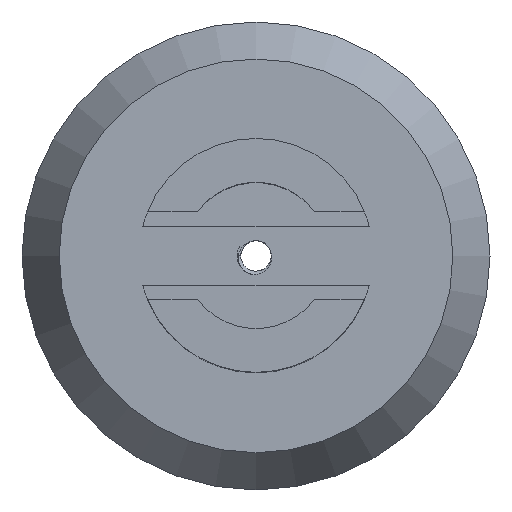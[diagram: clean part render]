
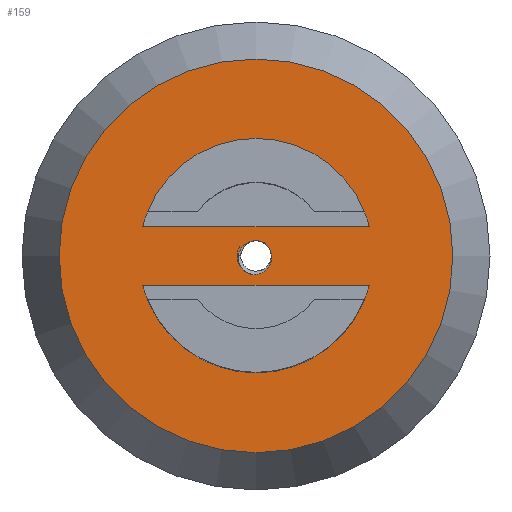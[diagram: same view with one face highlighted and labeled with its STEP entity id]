
A CAD part, top view. The second image highlights one B-rep face of the part: STEP entity #159.
In plain terms, the highlighted planar face has unit normal (0, 0, 1).
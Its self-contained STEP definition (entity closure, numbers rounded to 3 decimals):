
#31 = VERTEX_POINT('',#32);
#32 = CARTESIAN_POINT('',(33.649,0.,-4.));
#37 = EDGE_CURVE('',#31,#31,#38,.T.);
#38 = CIRCLE('',#39,33.649);
#39 = AXIS2_PLACEMENT_3D('',#40,#41,#42);
#40 = CARTESIAN_POINT('',(0.,0.,-4.));
#41 = DIRECTION('',(0.,0.,-1.));
#42 = DIRECTION('',(1.,0.,0.));
#159 = ADVANCED_FACE('',(#160,#163,#182,#268),#287,.F.);
#160 = FACE_BOUND('',#161,.F.);
#161 = EDGE_LOOP('',(#162));
#162 = ORIENTED_EDGE('',*,*,#37,.T.);
#163 = FACE_BOUND('',#164,.F.);
#164 = EDGE_LOOP('',(#165,#175));
#165 = ORIENTED_EDGE('',*,*,#166,.F.);
#166 = EDGE_CURVE('',#167,#169,#171,.T.);
#167 = VERTEX_POINT('',#168);
#168 = CARTESIAN_POINT('',(19.365,5.,-4.));
#169 = VERTEX_POINT('',#170);
#170 = CARTESIAN_POINT('',(-19.365,5.,-4.));
#171 = LINE('',#172,#173);
#172 = CARTESIAN_POINT('',(83.287,5.,-4.));
#173 = VECTOR('',#174,1.);
#174 = DIRECTION('',(-1.,-0.,-0.));
#175 = ORIENTED_EDGE('',*,*,#176,.F.);
#176 = EDGE_CURVE('',#169,#167,#177,.T.);
#177 = CIRCLE('',#178,20.);
#178 = AXIS2_PLACEMENT_3D('',#179,#180,#181);
#179 = CARTESIAN_POINT('',(0.,0.,-4.));
#180 = DIRECTION('',(0.,0.,-1.));
#181 = DIRECTION('',(1.,0.,0.));
#182 = FACE_BOUND('',#183,.F.);
#183 = EDGE_LOOP('',(#184,#203,#215,#234,#261));
#184 = ORIENTED_EDGE('',*,*,#185,.F.);
#185 = EDGE_CURVE('',#186,#188,#190,.T.);
#186 = VERTEX_POINT('',#187);
#187 = CARTESIAN_POINT('',(-3.007,0.,-4.));
#188 = VERTEX_POINT('',#189);
#189 = CARTESIAN_POINT('',(-1.03,2.387,-4.));
#190 = B_SPLINE_CURVE_WITH_KNOTS('',6,(#191,#192,#193,#194,#195,#196,
    #197,#198,#199,#200,#201,#202),.UNSPECIFIED.,.F.,.F.,(7,5,7),(0.,
    0.537,1.),.UNSPECIFIED.);
#191 = CARTESIAN_POINT('',(-3.007,0.,-4.));
#192 = CARTESIAN_POINT('',(-2.973,0.295,-4.));
#193 = CARTESIAN_POINT('',(-2.904,0.585,-4.));
#194 = CARTESIAN_POINT('',(-2.799,0.866,-4.));
#195 = CARTESIAN_POINT('',(-2.661,1.131,-4.));
#196 = CARTESIAN_POINT('',(-2.492,1.375,-4.));
#197 = CARTESIAN_POINT('',(-2.126,1.783,-4.));
#198 = CARTESIAN_POINT('',(-1.936,1.953,-4.));
#199 = CARTESIAN_POINT('',(-1.729,2.1,-4.));
#200 = CARTESIAN_POINT('',(-1.506,2.224,-4.));
#201 = CARTESIAN_POINT('',(-1.271,2.32,-4.));
#202 = CARTESIAN_POINT('',(-1.03,2.387,-4.));
#203 = ORIENTED_EDGE('',*,*,#204,.T.);
#204 = EDGE_CURVE('',#186,#205,#207,.T.);
#205 = VERTEX_POINT('',#206);
#206 = CARTESIAN_POINT('',(-2.622,-1.878,-4.));
#207 = B_SPLINE_CURVE_WITH_KNOTS('',6,(#208,#209,#210,#211,#212,#213,
    #214),.UNSPECIFIED.,.F.,.F.,(7,7),(0.,1.),.PIECEWISE_BEZIER_KNOTS.);
#208 = CARTESIAN_POINT('',(-3.007,0.,-4.));
#209 = CARTESIAN_POINT('',(-3.045,-0.321,-4.));
#210 = CARTESIAN_POINT('',(-3.041,-0.648,-4.));
#211 = CARTESIAN_POINT('',(-2.994,-0.973,-4.));
#212 = CARTESIAN_POINT('',(-2.907,-1.291,-4.));
#213 = CARTESIAN_POINT('',(-2.782,-1.594,-4.));
#214 = CARTESIAN_POINT('',(-2.622,-1.878,-4.));
#215 = ORIENTED_EDGE('',*,*,#216,.F.);
#216 = EDGE_CURVE('',#217,#205,#219,.T.);
#217 = VERTEX_POINT('',#218);
#218 = CARTESIAN_POINT('',(-0.526,-3.182,-4.));
#219 = B_SPLINE_CURVE_WITH_KNOTS('',4,(#220,#221,#222,#223,#224,#225,
    #226,#227,#228,#229,#230,#231,#232,#233),.UNSPECIFIED.,.F.,.F.,(5,3,
    3,3,5),(0.,0.253,0.505,0.752,1.),
  .UNSPECIFIED.);
#220 = CARTESIAN_POINT('',(-0.526,-3.182,-4.));
#221 = CARTESIAN_POINT('',(-0.684,-3.156,-4.));
#222 = CARTESIAN_POINT('',(-0.841,-3.119,-4.));
#223 = CARTESIAN_POINT('',(-0.994,-3.072,-4.));
#224 = CARTESIAN_POINT('',(-1.293,-2.959,-4.));
#225 = CARTESIAN_POINT('',(-1.439,-2.892,-4.));
#226 = CARTESIAN_POINT('',(-1.579,-2.816,-4.));
#227 = CARTESIAN_POINT('',(-1.847,-2.648,-4.));
#228 = CARTESIAN_POINT('',(-1.974,-2.557,-4.));
#229 = CARTESIAN_POINT('',(-2.095,-2.457,-4.));
#230 = CARTESIAN_POINT('',(-2.323,-2.242,-4.));
#231 = CARTESIAN_POINT('',(-2.431,-2.127,-4.));
#232 = CARTESIAN_POINT('',(-2.531,-2.005,-4.));
#233 = CARTESIAN_POINT('',(-2.622,-1.878,-4.));
#234 = ORIENTED_EDGE('',*,*,#235,.F.);
#235 = EDGE_CURVE('',#236,#217,#238,.T.);
#236 = VERTEX_POINT('',#237);
#237 = CARTESIAN_POINT('',(2.597,0.132,-4.));
#238 = B_SPLINE_CURVE_WITH_KNOTS('',6,(#239,#240,#241,#242,#243,#244,
    #245,#246,#247,#248,#249,#250,#251,#252,#253,#254,#255,#256,#257,
    #258,#259,#260),.UNSPECIFIED.,.F.,.F.,(7,5,5,5,7),(0.,0.21
    ,0.443,0.704,1.),.UNSPECIFIED.);
#239 = CARTESIAN_POINT('',(2.597,0.132,-4.));
#240 = CARTESIAN_POINT('',(2.63,-0.045,-4.));
#241 = CARTESIAN_POINT('',(2.648,-0.226,-4.));
#242 = CARTESIAN_POINT('',(2.651,-0.408,-4.));
#243 = CARTESIAN_POINT('',(2.64,-0.589,-4.));
#244 = CARTESIAN_POINT('',(2.613,-0.77,-4.));
#245 = CARTESIAN_POINT('',(2.527,-1.144,-4.));
#246 = CARTESIAN_POINT('',(2.465,-1.337,-4.));
#247 = CARTESIAN_POINT('',(2.385,-1.524,-4.));
#248 = CARTESIAN_POINT('',(2.289,-1.704,-4.));
#249 = CARTESIAN_POINT('',(2.178,-1.875,-4.));
#250 = CARTESIAN_POINT('',(1.913,-2.216,-4.));
#251 = CARTESIAN_POINT('',(1.756,-2.383,-4.));
#252 = CARTESIAN_POINT('',(1.583,-2.535,-4.));
#253 = CARTESIAN_POINT('',(1.396,-2.67,-4.));
#254 = CARTESIAN_POINT('',(1.198,-2.788,-4.));
#255 = CARTESIAN_POINT('',(0.757,-2.998,-4.));
#256 = CARTESIAN_POINT('',(0.511,-3.086,-4.));
#257 = CARTESIAN_POINT('',(0.256,-3.149,-4.));
#258 = CARTESIAN_POINT('',(-0.004,-3.185,-4.));
#259 = CARTESIAN_POINT('',(-0.266,-3.196,-4.));
#260 = CARTESIAN_POINT('',(-0.526,-3.182,-4.));
#261 = ORIENTED_EDGE('',*,*,#262,.T.);
#262 = EDGE_CURVE('',#236,#188,#263,.T.);
#263 = CIRCLE('',#264,2.6);
#264 = AXIS2_PLACEMENT_3D('',#265,#266,#267);
#265 = CARTESIAN_POINT('',(0.,0.,-4.));
#266 = DIRECTION('',(0.,0.,1.));
#267 = DIRECTION('',(-1.,0.,0.));
#268 = FACE_BOUND('',#269,.F.);
#269 = EDGE_LOOP('',(#270,#280));
#270 = ORIENTED_EDGE('',*,*,#271,.T.);
#271 = EDGE_CURVE('',#272,#274,#276,.T.);
#272 = VERTEX_POINT('',#273);
#273 = CARTESIAN_POINT('',(19.365,-5.,-4.));
#274 = VERTEX_POINT('',#275);
#275 = CARTESIAN_POINT('',(-19.365,-5.,-4.));
#276 = LINE('',#277,#278);
#277 = CARTESIAN_POINT('',(83.287,-5.,-4.));
#278 = VECTOR('',#279,1.);
#279 = DIRECTION('',(-1.,-0.,-0.));
#280 = ORIENTED_EDGE('',*,*,#281,.F.);
#281 = EDGE_CURVE('',#272,#274,#282,.T.);
#282 = CIRCLE('',#283,20.);
#283 = AXIS2_PLACEMENT_3D('',#284,#285,#286);
#284 = CARTESIAN_POINT('',(0.,0.,-4.));
#285 = DIRECTION('',(0.,0.,-1.));
#286 = DIRECTION('',(1.,0.,0.));
#287 = PLANE('',#288);
#288 = AXIS2_PLACEMENT_3D('',#289,#290,#291);
#289 = CARTESIAN_POINT('',(0.,0.,-4.));
#290 = DIRECTION('',(0.,0.,-1.));
#291 = DIRECTION('',(1.,0.,0.));
